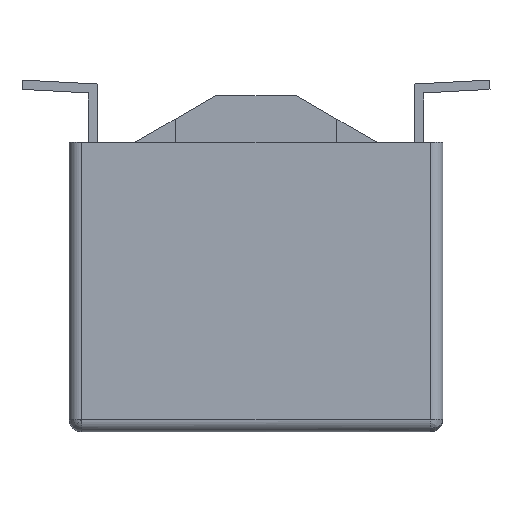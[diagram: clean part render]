
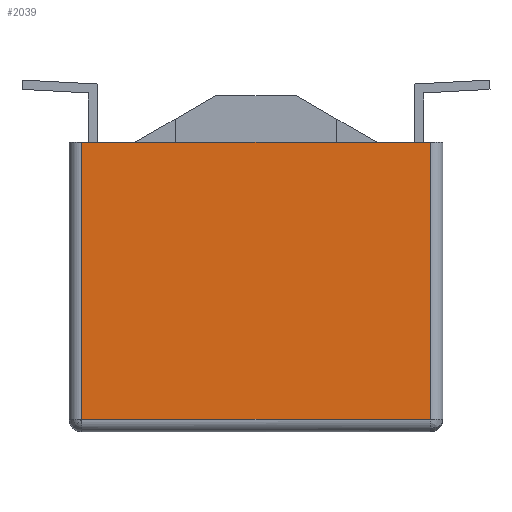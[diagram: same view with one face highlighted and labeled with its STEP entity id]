
A CAD part, left-side view. The second image highlights one B-rep face of the part: STEP entity #2039.
In plain terms, the highlighted planar face has unit normal (-1, 0, 0).
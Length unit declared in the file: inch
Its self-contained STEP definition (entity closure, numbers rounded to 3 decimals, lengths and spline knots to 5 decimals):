
#32 = CARTESIAN_POINT ( 'NONE',  ( -0.19685, -0.11024, -0.20472 ) ) ;
#188 = EDGE_CURVE ( 'NONE', #1442, #2929, #457, .T. ) ;
#457 = LINE ( 'NONE', #3181, #558 ) ;
#486 = AXIS2_PLACEMENT_3D ( 'NONE', #1530, #1025, #2096 ) ;
#514 = PLANE ( 'NONE',  #486 ) ;
#558 = VECTOR ( 'NONE', #2491, 39.37008 ) ;
#613 = ORIENTED_EDGE ( 'NONE', *, *, #1785, .T. ) ;
#1025 = DIRECTION ( 'NONE',  ( -1., 0., 0. ) ) ;
#1162 = CARTESIAN_POINT ( 'NONE',  ( -0.19685, -0.11024, -0.2126 ) ) ;
#1268 = CARTESIAN_POINT ( 'NONE',  ( -0.19685, -0.11811, -0.02953 ) ) ;
#1321 = ORIENTED_EDGE ( 'NONE', *, *, #2372, .T. ) ;
#1442 = VERTEX_POINT ( 'NONE', #2677 ) ;
#1474 = DIRECTION ( 'NONE',  ( 0., 1., 0. ) ) ;
#1530 = CARTESIAN_POINT ( 'NONE',  ( -0.19685, -0.11811, -0.2126 ) ) ;
#1565 = FACE_OUTER_BOUND ( 'NONE', #2414, .T. ) ;
#1771 = LINE ( 'NONE', #1268, #3221 ) ;
#1785 = EDGE_CURVE ( 'NONE', #2135, #2478, #2922, .T. ) ;
#1840 = CARTESIAN_POINT ( 'NONE',  ( -0.19685, -0.11024, -0.02953 ) ) ;
#2039 = ADVANCED_FACE ( 'NONE', ( #1565 ), #514, .T. ) ;
#2096 = DIRECTION ( 'NONE',  ( 0., 0., 1. ) ) ;
#2135 = VERTEX_POINT ( 'NONE', #32 ) ;
#2235 = CARTESIAN_POINT ( 'NONE',  ( -0.19685, 0.1189, -0.20472 ) ) ;
#2241 = VECTOR ( 'NONE', #2888, 39.37008 ) ;
#2253 = LINE ( 'NONE', #2235, #2588 ) ;
#2303 = DIRECTION ( 'NONE',  ( 0., 1., 0. ) ) ;
#2372 = EDGE_CURVE ( 'NONE', #2478, #1442, #1771, .T. ) ;
#2414 = EDGE_LOOP ( 'NONE', ( #3244, #613, #1321, #3087 ) ) ;
#2478 = VERTEX_POINT ( 'NONE', #1840 ) ;
#2491 = DIRECTION ( 'NONE',  ( 0., 0., -1. ) ) ;
#2588 = VECTOR ( 'NONE', #1474, 39.37008 ) ;
#2677 = CARTESIAN_POINT ( 'NONE',  ( -0.19685, 0.11024, -0.02953 ) ) ;
#2847 = EDGE_CURVE ( 'NONE', #2135, #2929, #2253, .T. ) ;
#2888 = DIRECTION ( 'NONE',  ( 0., 0., 1. ) ) ;
#2922 = LINE ( 'NONE', #1162, #2241 ) ;
#2929 = VERTEX_POINT ( 'NONE', #3104 ) ;
#3087 = ORIENTED_EDGE ( 'NONE', *, *, #188, .T. ) ;
#3104 = CARTESIAN_POINT ( 'NONE',  ( -0.19685, 0.11024, -0.20472 ) ) ;
#3181 = CARTESIAN_POINT ( 'NONE',  ( -0.19685, 0.11024, -0.2126 ) ) ;
#3221 = VECTOR ( 'NONE', #2303, 39.37008 ) ;
#3244 = ORIENTED_EDGE ( 'NONE', *, *, #2847, .F. ) ;
